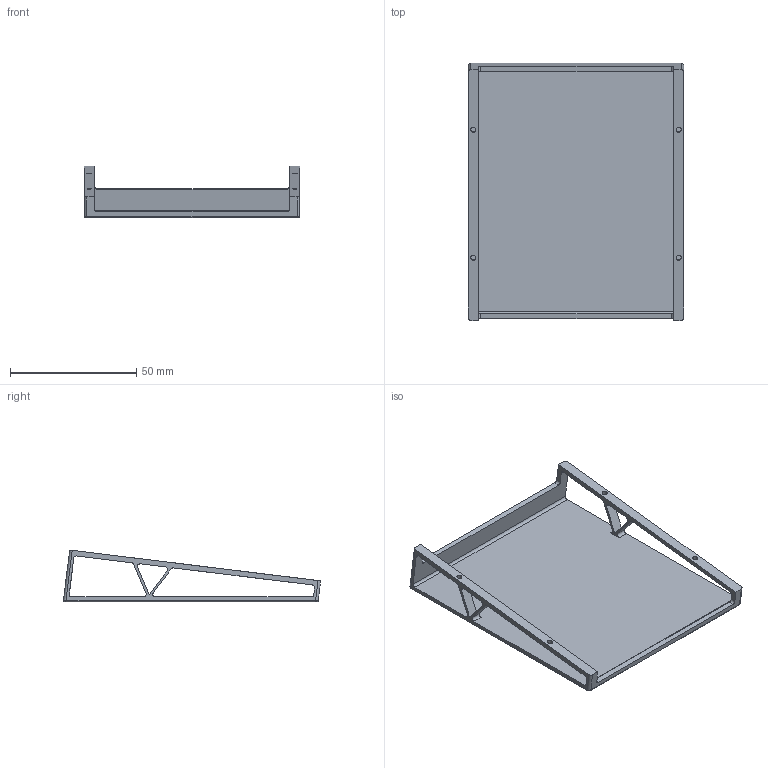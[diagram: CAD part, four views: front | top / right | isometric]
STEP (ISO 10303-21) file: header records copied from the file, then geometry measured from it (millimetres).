
FILE_DESCRIPTION(/* description */ (''),/* implementation_level */ '2;1');
FILE_NAME(/* name */ 'Case.step',/* time_stamp */ '2022-05-09T09:22:20-04:00',/* author */ (''),/* organization */ (''),/* preprocessor_version */ 'ST-DEVELOPER v18.1',/* originating_system */ 'Autodesk Translation Framework v10.13.0.1454',/* authorisation */ '');
FILE_SCHEMA (('AUTOMOTIVE_DESIGN { 1 0 10303 214 3 1 1 }'));
Length unit declared in the file: millimetre
Products named in the file (1): Case
Bounding box: 85.2 x 101.72 x 20.53 mm (x, y, z)
Volume: 20746.7 mm3; surface area: 22711.6 mm2
Topology: 1 solids, 1 shells, 75 faces, 217 edges, 142 vertices
Faces by surface type: cylinder 38, plane 33, bspline 4
Full cylindrical faces by diameter (mm): 2 x4, 6.5 x4
Entity records: 2668 total; most frequent: CARTESIAN_POINT 561, DIRECTION 439, ORIENTED_EDGE 434, EDGE_CURVE 217, AXIS2_PLACEMENT_3D 154, VERTEX_POINT 142, LINE 131, VECTOR 131
